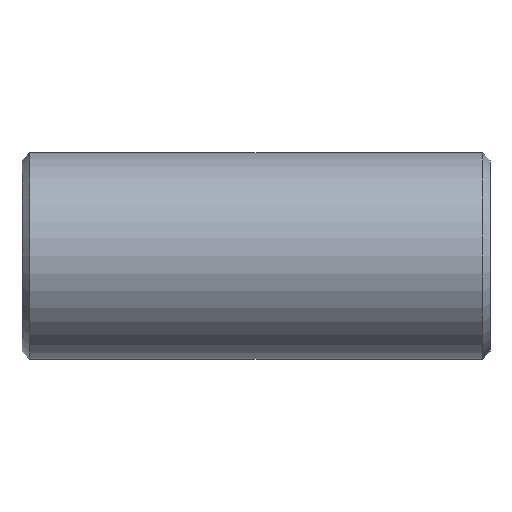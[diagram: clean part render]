
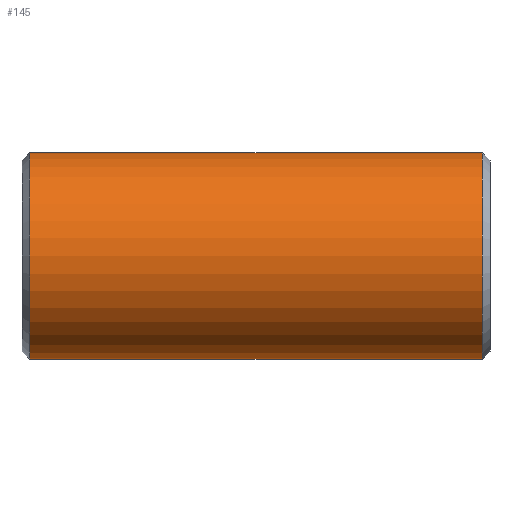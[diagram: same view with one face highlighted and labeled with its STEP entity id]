
A CAD part, front view. The second image highlights one B-rep face of the part: STEP entity #145.
In plain terms, the highlighted cylindrical face has radius 21.082 mm (diameter 42.164 mm), a partial arc.
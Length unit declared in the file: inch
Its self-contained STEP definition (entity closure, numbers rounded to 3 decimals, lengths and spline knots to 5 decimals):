
#5 = AXIS2_PLACEMENT_3D ( 'NONE', #506, #516, #233 ) ;
#19 = DIRECTION ( 'NONE',  ( -1., 0., 0. ) ) ;
#28 = EDGE_CURVE ( 'NONE', #82, #245, #42, .T. ) ;
#42 = LINE ( 'NONE', #548, #593 ) ;
#63 = EDGE_CURVE ( 'NONE', #554, #82, #265, .T. ) ;
#70 = AXIS2_PLACEMENT_3D ( 'NONE', #273, #189, #378 ) ;
#82 = VERTEX_POINT ( 'NONE', #308 ) ;
#88 = CIRCLE ( 'NONE', #5, 0.83 ) ;
#91 = VECTOR ( 'NONE', #443, 39.37008 ) ;
#92 = EDGE_CURVE ( 'NONE', #407, #236, #541, .T. ) ;
#104 = EDGE_LOOP ( 'NONE', ( #480, #193, #594, #430, #558, #240 ) ) ;
#134 = DIRECTION ( 'NONE',  ( -1., 0., 0. ) ) ;
#140 = CARTESIAN_POINT ( 'NONE',  ( -1.81633, 0., 0.83 ) ) ;
#145 = ADVANCED_FACE ( 'NONE', ( #178 ), #263, .T. ) ;
#154 = CARTESIAN_POINT ( 'NONE',  ( -1.81633, 0., -0.83 ) ) ;
#157 = CARTESIAN_POINT ( 'NONE',  ( 0., 0., 0.83 ) ) ;
#174 = CARTESIAN_POINT ( 'NONE',  ( 1.88, 0., -0.83 ) ) ;
#178 = FACE_OUTER_BOUND ( 'NONE', #104, .T. ) ;
#183 = VECTOR ( 'NONE', #499, 39.37008 ) ;
#189 = DIRECTION ( 'NONE',  ( -1., 0., 0. ) ) ;
#193 = ORIENTED_EDGE ( 'NONE', *, *, #500, .T. ) ;
#208 = VERTEX_POINT ( 'NONE', #471 ) ;
#209 = VECTOR ( 'NONE', #19, 39.37008 ) ;
#233 = DIRECTION ( 'NONE',  ( 0., 0., 1. ) ) ;
#236 = VERTEX_POINT ( 'NONE', #140 ) ;
#240 = ORIENTED_EDGE ( 'NONE', *, *, #28, .F. ) ;
#245 = VERTEX_POINT ( 'NONE', #154 ) ;
#263 = CYLINDRICAL_SURFACE ( 'NONE', #515, 0.83 ) ;
#265 = LINE ( 'NONE', #174, #183 ) ;
#273 = CARTESIAN_POINT ( 'NONE',  ( 1.81633, 0., 0. ) ) ;
#308 = CARTESIAN_POINT ( 'NONE',  ( 0., 0., -0.83 ) ) ;
#312 = DIRECTION ( 'NONE',  ( -1., 0., 0. ) ) ;
#314 = CIRCLE ( 'NONE', #70, 0.83 ) ;
#378 = DIRECTION ( 'NONE',  ( 0., 0., -1. ) ) ;
#383 = LINE ( 'NONE', #567, #209 ) ;
#386 = CARTESIAN_POINT ( 'NONE',  ( 1.81633, 0., -0.83 ) ) ;
#407 = VERTEX_POINT ( 'NONE', #157 ) ;
#430 = ORIENTED_EDGE ( 'NONE', *, *, #92, .T. ) ;
#443 = DIRECTION ( 'NONE',  ( -1., 0., 0. ) ) ;
#446 = CARTESIAN_POINT ( 'NONE',  ( 1.88, 0., 0.83 ) ) ;
#448 = DIRECTION ( 'NONE',  ( 0., 0., 1. ) ) ;
#471 = CARTESIAN_POINT ( 'NONE',  ( 1.81633, 0., 0.83 ) ) ;
#480 = ORIENTED_EDGE ( 'NONE', *, *, #63, .F. ) ;
#499 = DIRECTION ( 'NONE',  ( -1., 0., 0. ) ) ;
#500 = EDGE_CURVE ( 'NONE', #554, #208, #314, .T. ) ;
#506 = CARTESIAN_POINT ( 'NONE',  ( -1.81633, 0., 0. ) ) ;
#507 = EDGE_CURVE ( 'NONE', #208, #407, #383, .T. ) ;
#515 = AXIS2_PLACEMENT_3D ( 'NONE', #545, #134, #448 ) ;
#516 = DIRECTION ( 'NONE',  ( 1., 0., 0. ) ) ;
#522 = EDGE_CURVE ( 'NONE', #236, #245, #88, .T. ) ;
#541 = LINE ( 'NONE', #446, #91 ) ;
#545 = CARTESIAN_POINT ( 'NONE',  ( 1.88, 0., 0. ) ) ;
#548 = CARTESIAN_POINT ( 'NONE',  ( 1.88, 0., -0.83 ) ) ;
#554 = VERTEX_POINT ( 'NONE', #386 ) ;
#558 = ORIENTED_EDGE ( 'NONE', *, *, #522, .T. ) ;
#567 = CARTESIAN_POINT ( 'NONE',  ( 1.88, 0., 0.83 ) ) ;
#593 = VECTOR ( 'NONE', #312, 39.37008 ) ;
#594 = ORIENTED_EDGE ( 'NONE', *, *, #507, .T. ) ;
